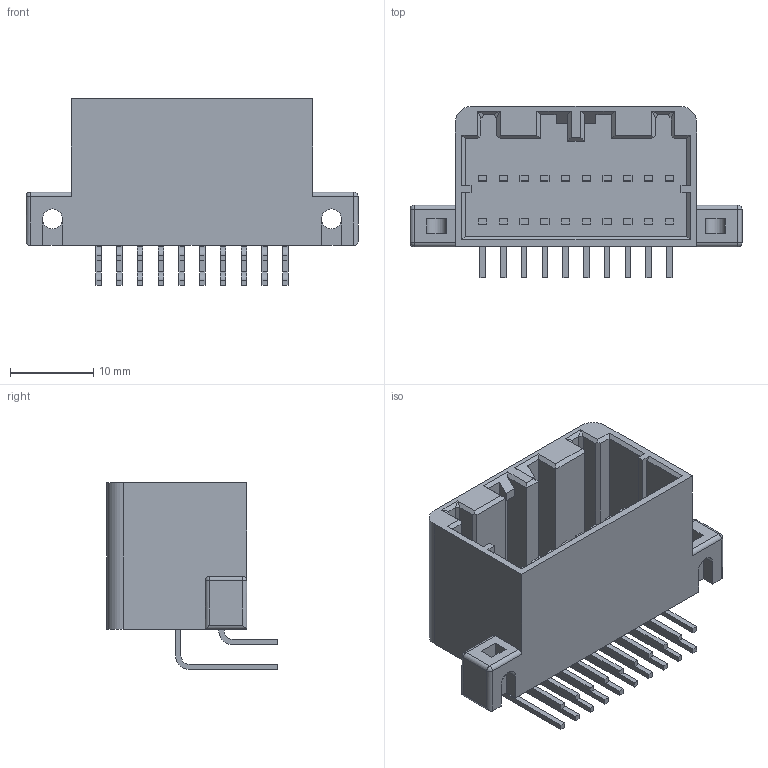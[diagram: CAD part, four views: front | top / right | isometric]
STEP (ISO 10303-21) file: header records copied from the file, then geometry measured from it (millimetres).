
FILE_DESCRIPTION((''),'2;1');
FILE_NAME('C-175975-2','2012-01-16T',('workeradm'),('Tyco Electronics Ltd.'),'PRO/ENGINEER BY PARAMETRIC TECHNOLOGY CORPORATION, 2010430','PRO/ENGINEER BY PARAMETRIC TECHNOLOGY CORPORATION, 2010430','');
FILE_SCHEMA(('AUTOMOTIVE_DESIGN { 1 0 10303 214 1 1 1 1 }'));
Length unit declared in the file: millimetre
Products named in the file (1): C-175975-2
Bounding box: 40 x 20.6 x 22.52 mm (x, y, z)
Volume: 4122.5 mm3; surface area: 5413.6 mm2
Topology: 1 solids, 1 shells, 409 faces, 1054 edges, 682 vertices
Faces by surface type: plane 341, cylinder 64, sphere 4
Entity records: 12443 total; most frequent: CARTESIAN_POINT 2183, ORIENTED_EDGE 2108, DIRECTION 1988, EDGE_CURVE 1054, VECTOR 930, LINE 930, VERTEX_POINT 682, AXIS2_PLACEMENT_3D 529
